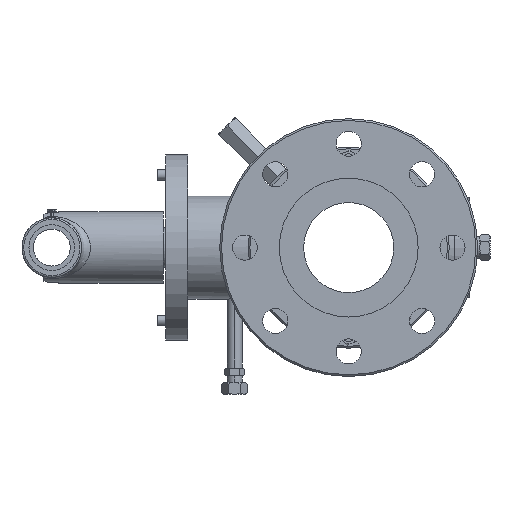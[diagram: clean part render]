
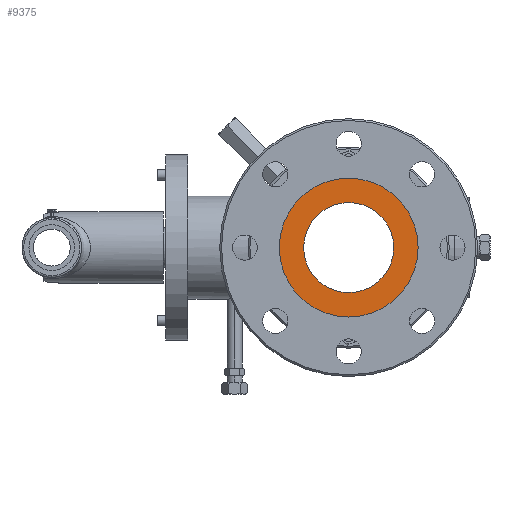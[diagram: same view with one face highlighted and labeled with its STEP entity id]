
A CAD part, left-side view. The second image highlights one B-rep face of the part: STEP entity #9375.
In plain terms, the highlighted planar face has unit normal (-1, 0, 0).
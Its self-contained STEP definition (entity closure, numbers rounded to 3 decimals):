
#1058 = CIRCLE ( 'NONE', #18546, 78.6 ) ;
#1716 = DIRECTION ( 'NONE',  ( 1., 0., 0. ) ) ;
#1931 = FACE_OUTER_BOUND ( 'NONE', #3836, .T. ) ;
#2070 = DIRECTION ( 'NONE',  ( 0., 0., -1. ) ) ;
#3836 = EDGE_LOOP ( 'NONE', ( #19954, #8526 ) ) ;
#3880 = DIRECTION ( 'NONE',  ( 1., 0., 0. ) ) ;
#4206 = DIRECTION ( 'NONE',  ( 1., 0., 0. ) ) ;
#6929 = FACE_BOUND ( 'NONE', #15050, .T. ) ;
#7075 = CARTESIAN_POINT ( 'NONE',  ( -237.5, 0., -78.6 ) ) ;
#7334 = AXIS2_PLACEMENT_3D ( 'NONE', #9367, #1716, #25792 ) ;
#7562 = CIRCLE ( 'NONE', #11042, 51. ) ;
#8526 = ORIENTED_EDGE ( 'NONE', *, *, #28314, .F. ) ;
#8834 = ORIENTED_EDGE ( 'NONE', *, *, #15444, .T. ) ;
#9104 = CARTESIAN_POINT ( 'NONE',  ( -237.5, 0., 78.6 ) ) ;
#9286 = PLANE ( 'NONE',  #11021 ) ;
#9367 = CARTESIAN_POINT ( 'NONE',  ( -237.5, 0., 0. ) ) ;
#9375 = ADVANCED_FACE ( 'NONE', ( #1931, #6929 ), #9286, .T. ) ;
#10323 = VERTEX_POINT ( 'NONE', #27662 ) ;
#10802 = CIRCLE ( 'NONE', #7334, 78.6 ) ;
#11021 = AXIS2_PLACEMENT_3D ( 'NONE', #11796, #16618, #16452 ) ;
#11042 = AXIS2_PLACEMENT_3D ( 'NONE', #25644, #4206, #13762 ) ;
#11796 = CARTESIAN_POINT ( 'NONE',  ( -237.5, 0., 0. ) ) ;
#13644 = CARTESIAN_POINT ( 'NONE',  ( -237.5, 0., 0. ) ) ;
#13762 = DIRECTION ( 'NONE',  ( 0., 0., -1. ) ) ;
#14162 = AXIS2_PLACEMENT_3D ( 'NONE', #13644, #23504, #2070 ) ;
#15050 = EDGE_LOOP ( 'NONE', ( #23800, #8834 ) ) ;
#15409 = EDGE_CURVE ( 'NONE', #25628, #24889, #1058, .T. ) ;
#15444 = EDGE_CURVE ( 'NONE', #19672, #10323, #7562, .T. ) ;
#15915 = DIRECTION ( 'NONE',  ( 0., 0., -1. ) ) ;
#16452 = DIRECTION ( 'NONE',  ( 0., 0., -1. ) ) ;
#16618 = DIRECTION ( 'NONE',  ( -1., 0., 0. ) ) ;
#18546 = AXIS2_PLACEMENT_3D ( 'NONE', #25329, #3880, #15915 ) ;
#19672 = VERTEX_POINT ( 'NONE', #22195 ) ;
#19954 = ORIENTED_EDGE ( 'NONE', *, *, #15409, .F. ) ;
#21811 = EDGE_CURVE ( 'NONE', #10323, #19672, #23142, .T. ) ;
#22195 = CARTESIAN_POINT ( 'NONE',  ( -237.5, 0., -51. ) ) ;
#23142 = CIRCLE ( 'NONE', #14162, 51. ) ;
#23504 = DIRECTION ( 'NONE',  ( 1., 0., 0. ) ) ;
#23800 = ORIENTED_EDGE ( 'NONE', *, *, #21811, .T. ) ;
#24889 = VERTEX_POINT ( 'NONE', #7075 ) ;
#25329 = CARTESIAN_POINT ( 'NONE',  ( -237.5, 0., 0. ) ) ;
#25628 = VERTEX_POINT ( 'NONE', #9104 ) ;
#25644 = CARTESIAN_POINT ( 'NONE',  ( -237.5, 0., 0. ) ) ;
#25792 = DIRECTION ( 'NONE',  ( 0., 0., -1. ) ) ;
#27662 = CARTESIAN_POINT ( 'NONE',  ( -237.5, 0., 51. ) ) ;
#28314 = EDGE_CURVE ( 'NONE', #24889, #25628, #10802, .T. ) ;
